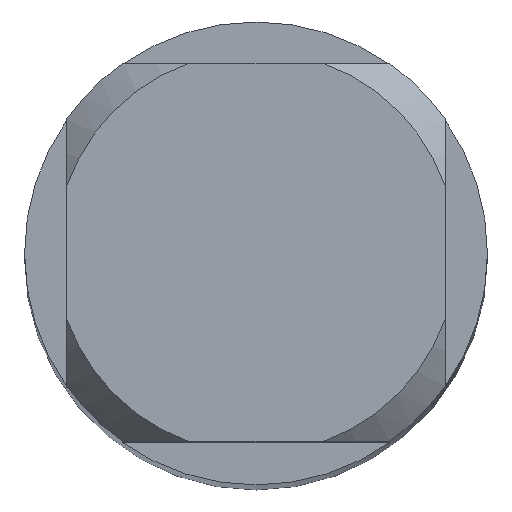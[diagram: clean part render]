
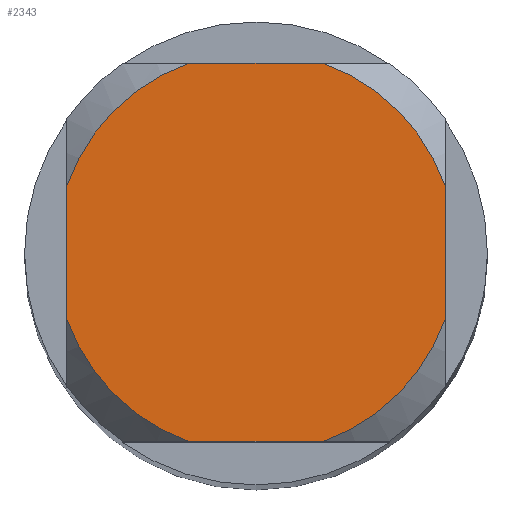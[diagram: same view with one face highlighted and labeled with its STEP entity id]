
A CAD part, top view. The second image highlights one B-rep face of the part: STEP entity #2343.
In plain terms, the highlighted planar face has unit normal (0, 0, 1).
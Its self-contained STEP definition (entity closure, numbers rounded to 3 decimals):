
#1719=EDGE_CURVE('',#3705,#2051,#4956,.T.);
#1789=EDGE_CURVE('',#3705,#2481,#5033,.T.);
#2051=VERTEX_POINT('',#5315);
#2063=EDGE_CURVE('',#4199,#4797,#5329,.T.);
#2327=EDGE_CURVE('',#4065,#2897,#5616,.T.);
#2343=ADVANCED_FACE('',(#5634),#5635,.T.);
#2379=EDGE_CURVE('',#4065,#2051,#5671,.T.);
#2481=VERTEX_POINT('',#5789);
#2485=EDGE_CURVE('',#3631,#2897,#5793,.T.);
#2897=VERTEX_POINT('',#6244);
#3631=VERTEX_POINT('',#7039);
#3705=VERTEX_POINT('',#7121);
#3755=EDGE_CURVE('',#4199,#2481,#7173,.T.);
#4065=VERTEX_POINT('',#7510);
#4199=VERTEX_POINT('',#7656);
#4573=EDGE_CURVE('',#3631,#4797,#8071,.T.);
#4797=VERTEX_POINT('',#8309);
#4956=LINE('',#8907,#8908);
#5033=CIRCLE('',#9186,2.6);
#5315=CARTESIAN_POINT('',(2.45,0.87,0.0));
#5329=CIRCLE('',#10630,2.6);
#5616=LINE('',#12179,#12180);
#5634=FACE_OUTER_BOUND('',#12478,.T.);
#5635=PLANE('',#12479);
#5671=CIRCLE('',#12619,2.6);
#5789=CARTESIAN_POINT('',(0.87,-2.45,0.0));
#5793=CIRCLE('',#13155,2.6);
#6244=CARTESIAN_POINT('',(-0.87,2.45,0.0));
#7039=CARTESIAN_POINT('',(-2.45,0.87,0.0));
#7121=CARTESIAN_POINT('',(2.45,-0.87,0.0));
#7173=LINE('',#20161,#20162);
#7510=CARTESIAN_POINT('',(0.87,2.45,0.0));
#7656=CARTESIAN_POINT('',(-0.87,-2.45,0.0));
#8071=LINE('',#25173,#25174);
#8309=CARTESIAN_POINT('',(-2.45,-0.87,0.0));
#8907=CARTESIAN_POINT('',(2.45,0.65,0.0));
#8908=VECTOR('',#26140,1.0);
#9186=AXIS2_PLACEMENT_3D('',#26229,#26230,#26231);
#10630=AXIS2_PLACEMENT_3D('',#26496,#26497,#26498);
#12179=CARTESIAN_POINT('',(0.0,2.45,0.0));
#12180=VECTOR('',#26870,1.0);
#12478=EDGE_LOOP('',(#26967,#26968,#26969,#26970,#26971,#26972,#26973,#26974));
#12479=AXIS2_PLACEMENT_3D('',#26975,#26976,#26977);
#12619=AXIS2_PLACEMENT_3D('',#26991,#26992,#26993);
#13155=AXIS2_PLACEMENT_3D('',#27149,#27150,#27151);
#20161=CARTESIAN_POINT('',(0.0,-2.45,0.0));
#20162=VECTOR('',#28469,1.0);
#25173=CARTESIAN_POINT('',(-2.45,0.65,0.0));
#25174=VECTOR('',#29339,1.0);
#26140=DIRECTION('',(-0.0,1.0,0.0));
#26229=CARTESIAN_POINT('',(0.0,0.0,0.0));
#26230=DIRECTION('',(0.0,0.0,-1.0));
#26231=DIRECTION('',(0.0,1.0,0.0));
#26496=CARTESIAN_POINT('',(0.0,0.0,0.0));
#26497=DIRECTION('',(0.0,0.0,-1.0));
#26498=DIRECTION('',(0.0,1.0,0.0));
#26870=DIRECTION('',(-1.0,0.0,0.0));
#26967=ORIENTED_EDGE('',*,*,#4573,.T.);
#26968=ORIENTED_EDGE('',*,*,#2063,.F.);
#26969=ORIENTED_EDGE('',*,*,#3755,.T.);
#26970=ORIENTED_EDGE('',*,*,#1789,.F.);
#26971=ORIENTED_EDGE('',*,*,#1719,.T.);
#26972=ORIENTED_EDGE('',*,*,#2379,.F.);
#26973=ORIENTED_EDGE('',*,*,#2327,.T.);
#26974=ORIENTED_EDGE('',*,*,#2485,.F.);
#26975=CARTESIAN_POINT('',(0.0,1.3,0.0));
#26976=DIRECTION('',(-0.0,0.0,1.0));
#26977=DIRECTION('',(0.0,-1.0,0.0));
#26991=CARTESIAN_POINT('',(0.0,0.0,0.0));
#26992=DIRECTION('',(0.0,0.0,-1.0));
#26993=DIRECTION('',(0.0,1.0,0.0));
#27149=CARTESIAN_POINT('',(0.0,0.0,0.0));
#27150=DIRECTION('',(0.0,0.0,-1.0));
#27151=DIRECTION('',(0.0,1.0,0.0));
#28469=DIRECTION('',(1.0,0.0,0.0));
#29339=DIRECTION('',(-0.0,-1.0,0.0));
